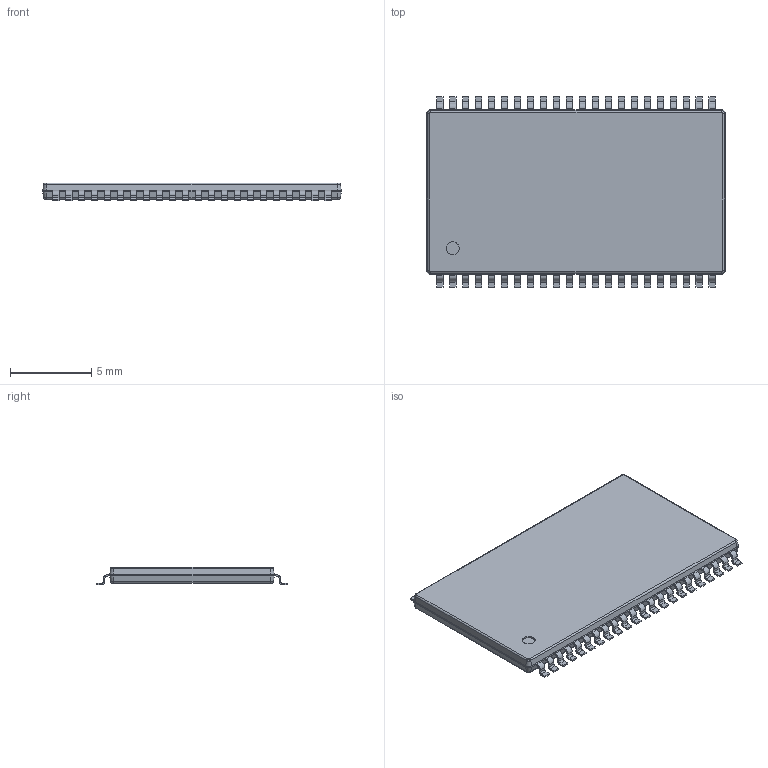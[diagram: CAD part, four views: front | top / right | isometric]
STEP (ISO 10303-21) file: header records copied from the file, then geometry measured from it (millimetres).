
FILE_DESCRIPTION (( 'STEP AP214' ), '1' );
FILE_NAME ('User Library-44L-TSOP2.STEP', '2020-11-15T10:11:36', ( '' ), ( '' ), 'SwSTEP 2.0', 'SolidWorks 2020', '' );
FILE_SCHEMA (( 'AUTOMOTIVE_DESIGN' ));
Length unit declared in the file: millimetre
Products named in the file (1): User Library-44L-TSOP2
Bounding box: 18.42 x 11.76 x 1.1 mm (x, y, z)
Volume: 186.6 mm3; surface area: 475.5 mm2
Topology: 45 solids, 45 shells, 667 faces, 1690 edges, 1116 vertices
Faces by surface type: plane 457, cylinder 194, cone 8, torus 8
Entity records: 20961 total; most frequent: CARTESIAN_POINT 3474, DIRECTION 3430, ORIENTED_EDGE 3380, EDGE_CURVE 1690, LINE 1286, VECTOR 1286, VERTEX_POINT 1116, AXIS2_PLACEMENT_3D 1072
